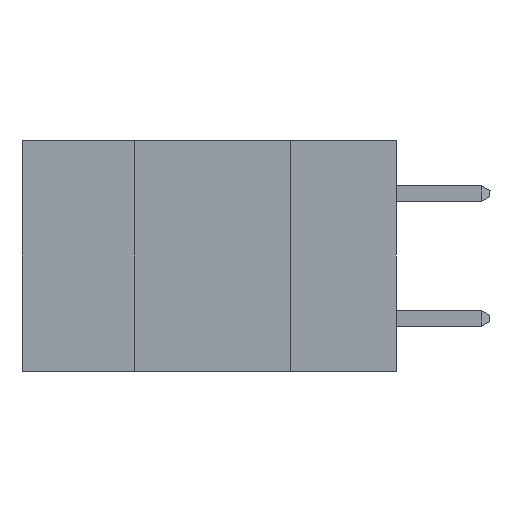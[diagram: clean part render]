
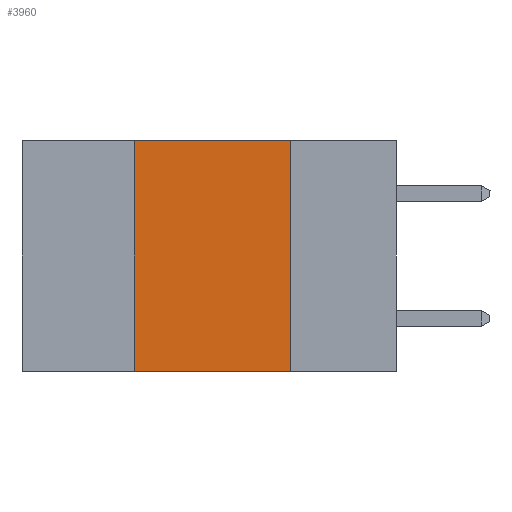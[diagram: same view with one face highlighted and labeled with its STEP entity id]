
A CAD part, left-side view. The second image highlights one B-rep face of the part: STEP entity #3960.
In plain terms, the highlighted planar face has unit normal (-1, 0, 0).
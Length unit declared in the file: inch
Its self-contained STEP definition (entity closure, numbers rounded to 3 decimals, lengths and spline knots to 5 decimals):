
#103 = CARTESIAN_POINT ( 'NONE',  ( 0., 0.17, -0.37 ) ) ;
#411 = CARTESIAN_POINT ( 'NONE',  ( 0., 0.42, -0.37 ) ) ;
#674 = CARTESIAN_POINT ( 'NONE',  ( 0., 0.6, -0.37 ) ) ;
#880 = DIRECTION ( 'NONE',  ( 0., -1., 0. ) ) ;
#1105 = DIRECTION ( 'NONE',  ( 0., 0., 1. ) ) ;
#1310 = LINE ( 'NONE', #3471, #20327 ) ;
#1939 = CARTESIAN_POINT ( 'NONE',  ( 0., 0.17, 0. ) ) ;
#2743 = VERTEX_POINT ( 'NONE', #6763 ) ;
#3203 = VECTOR ( 'NONE', #21473, 39.37008 ) ;
#3471 = CARTESIAN_POINT ( 'NONE',  ( 0., 0.6, 0. ) ) ;
#3960 = ADVANCED_FACE ( 'NONE', ( #11321 ), #6501, .F. ) ;
#4357 = EDGE_CURVE ( 'NONE', #4360, #2743, #8471, .T. ) ;
#4360 = VERTEX_POINT ( 'NONE', #411 ) ;
#4916 = LINE ( 'NONE', #103, #3203 ) ;
#6022 = DIRECTION ( 'NONE',  ( 0., 0., -1. ) ) ;
#6052 = DIRECTION ( 'NONE',  ( 1., 0., 0. ) ) ;
#6260 = CARTESIAN_POINT ( 'NONE',  ( 0., 0.6, 0. ) ) ;
#6312 = AXIS2_PLACEMENT_3D ( 'NONE', #6260, #6052, #6022 ) ;
#6325 = ORIENTED_EDGE ( 'NONE', *, *, #4357, .T. ) ;
#6501 = PLANE ( 'NONE',  #6312 ) ;
#6763 = CARTESIAN_POINT ( 'NONE',  ( 0., 0.17, -0.37 ) ) ;
#6898 = EDGE_CURVE ( 'NONE', #14585, #2743, #4916, .T. ) ;
#8027 = EDGE_CURVE ( 'NONE', #4360, #13682, #8291, .T. ) ;
#8291 = LINE ( 'NONE', #13826, #12540 ) ;
#8471 = LINE ( 'NONE', #674, #13288 ) ;
#10581 = ORIENTED_EDGE ( 'NONE', *, *, #8027, .F. ) ;
#11170 = EDGE_LOOP ( 'NONE', ( #17484, #18550, #10581, #6325 ) ) ;
#11321 = FACE_OUTER_BOUND ( 'NONE', #11170, .T. ) ;
#12374 = EDGE_CURVE ( 'NONE', #13682, #14585, #1310, .T. ) ;
#12540 = VECTOR ( 'NONE', #1105, 39.37008 ) ;
#13288 = VECTOR ( 'NONE', #880, 39.37008 ) ;
#13682 = VERTEX_POINT ( 'NONE', #19194 ) ;
#13826 = CARTESIAN_POINT ( 'NONE',  ( 0., 0.42, -0.37 ) ) ;
#14585 = VERTEX_POINT ( 'NONE', #1939 ) ;
#16052 = DIRECTION ( 'NONE',  ( 0., -1., 0. ) ) ;
#17484 = ORIENTED_EDGE ( 'NONE', *, *, #6898, .F. ) ;
#18550 = ORIENTED_EDGE ( 'NONE', *, *, #12374, .F. ) ;
#19194 = CARTESIAN_POINT ( 'NONE',  ( 0., 0.42, 0. ) ) ;
#20327 = VECTOR ( 'NONE', #16052, 39.37008 ) ;
#21473 = DIRECTION ( 'NONE',  ( 0., 0., -1. ) ) ;
